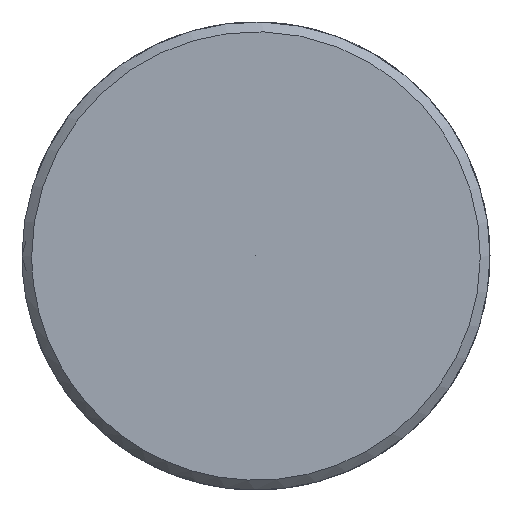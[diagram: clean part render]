
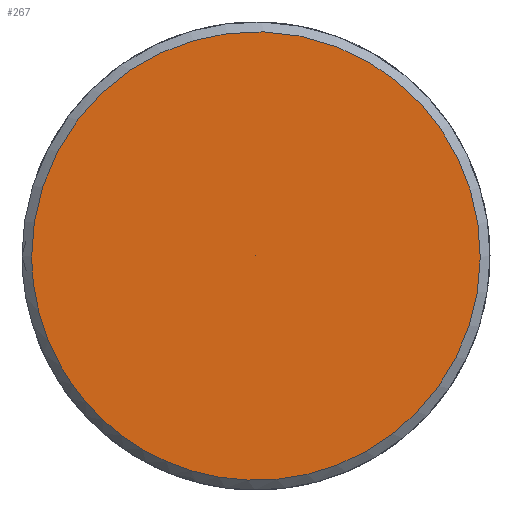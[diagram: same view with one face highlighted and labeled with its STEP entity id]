
A CAD part, left-side view. The second image highlights one B-rep face of the part: STEP entity #267.
In plain terms, the highlighted free-form (B-spline) face has degree [5, 3] with [6, 4] control points.
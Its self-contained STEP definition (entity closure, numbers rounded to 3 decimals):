
#181 = CARTESIAN_POINT ('', (-108., 5.75, 0.));
#182 = VERTEX_POINT ('', #181);
#190 = CARTESIAN_POINT ('', (-108., 5.75, 0.));
#191 = CARTESIAN_POINT ('', (-108., 5.75, 23.));
#192 = CARTESIAN_POINT ('', (-108., -17.25, 11.5));
#193 = CARTESIAN_POINT ('', (-108., -17.25, -11.5));
#194 = CARTESIAN_POINT ('', (-108., 5.75, -23.));
#195 = CARTESIAN_POINT ('', (-108., 5.75, 0.));
#196 = (
   BOUNDED_CURVE ()
   B_SPLINE_CURVE (5, (#190, #191, #192, #193, #194, #195), .UNSPECIFIED., .T., .U.)
   B_SPLINE_CURVE_WITH_KNOTS ((6, 6), (0., 1.), .UNSPECIFIED.)
   CURVE ()
   GEOMETRIC_REPRESENTATION_ITEM ()
   RATIONAL_B_SPLINE_CURVE ((5., 1., 1., 1., 1., 5.))
   REPRESENTATION_ITEM ('')
);
#197 = EDGE_CURVE ('', #182, #182, #196, .T.);
#229 = CARTESIAN_POINT ('', (-108., 0., 0.));
#230 = VERTEX_POINT ('', #229);
#231 = CARTESIAN_POINT ('', (-108., 0., 0.));
#232 = CARTESIAN_POINT ('', (-108., 1.917, 0.));
#233 = CARTESIAN_POINT ('', (-108., 3.833, 0.));
#234 = CARTESIAN_POINT ('', (-108., 5.75, 0.));
#235 = B_SPLINE_CURVE_WITH_KNOTS ('', 3, (#231, #232, #233, #234), .UNSPECIFIED., .F., .U., (4, 4), (0., 1.), .UNSPECIFIED.);
#236 = EDGE_CURVE ('', #230, #182, #235, .T.);
#237 = ORIENTED_EDGE ('', *, *, #236, .F.);
#238 = ORIENTED_EDGE ('', *, *, #236, .T.);
#239 = ORIENTED_EDGE ('', *, *, #197, .F.);
#240 = EDGE_LOOP ('', (#237, #238, #239));
#241 = FACE_OUTER_BOUND ('', #240, .T.);
#242 = CARTESIAN_POINT ('', (-108., 0., 0.));
#243 = CARTESIAN_POINT ('', (-108., 1.917, 0.));
#244 = CARTESIAN_POINT ('', (-108., 3.833, 0.));
#245 = CARTESIAN_POINT ('', (-108., 5.75, 0.));
#246 = CARTESIAN_POINT ('', (-108., 0., 0.));
#247 = CARTESIAN_POINT ('', (-108., 1.917, 7.667));
#248 = CARTESIAN_POINT ('', (-108., 3.833, 15.333));
#249 = CARTESIAN_POINT ('', (-108., 5.75, 23.));
#250 = CARTESIAN_POINT ('', (-108., 0., 0.));
#251 = CARTESIAN_POINT ('', (-108., -5.75, 3.833));
#252 = CARTESIAN_POINT ('', (-108., -11.5, 7.667));
#253 = CARTESIAN_POINT ('', (-108., -17.25, 11.5));
#254 = CARTESIAN_POINT ('', (-108., 0., 0.));
#255 = CARTESIAN_POINT ('', (-108., -5.75, -3.833));
#256 = CARTESIAN_POINT ('', (-108., -11.5, -7.667));
#257 = CARTESIAN_POINT ('', (-108., -17.25, -11.5));
#258 = CARTESIAN_POINT ('', (-108., 0., 0.));
#259 = CARTESIAN_POINT ('', (-108., 1.917, -7.667));
#260 = CARTESIAN_POINT ('', (-108., 3.833, -15.333));
#261 = CARTESIAN_POINT ('', (-108., 5.75, -23.));
#262 = CARTESIAN_POINT ('', (-108., 0., 0.));
#263 = CARTESIAN_POINT ('', (-108., 1.917, 0.));
#264 = CARTESIAN_POINT ('', (-108., 3.833, 0.));
#265 = CARTESIAN_POINT ('', (-108., 5.75, 0.));
#266 = (
   BOUNDED_SURFACE ()
   B_SPLINE_SURFACE (5, 3, ((#242, #243, #244, #245), (#246, #247, #248, #249), (#250, #251, #252, #253), (#254, #255, #256, #257), (#258, #259, #260, #261), (#262, #263, #264, #265)), .UNSPECIFIED., .T., .F., .U.)
   B_SPLINE_SURFACE_WITH_KNOTS ((6, 6), (4, 4), (0., 1.), (0., 1.), .UNSPECIFIED.)
   SURFACE ()
   GEOMETRIC_REPRESENTATION_ITEM ()
   RATIONAL_B_SPLINE_SURFACE (((5., 5., 5., 5.), (1., 1., 1., 1.), (1., 1., 1., 1.), (1., 1., 1., 1.), (1., 1., 1., 1.), (5., 5., 5., 5.)))
   REPRESENTATION_ITEM ('')
);
#267 = ADVANCED_FACE ('', (#241), #266, .T.);
